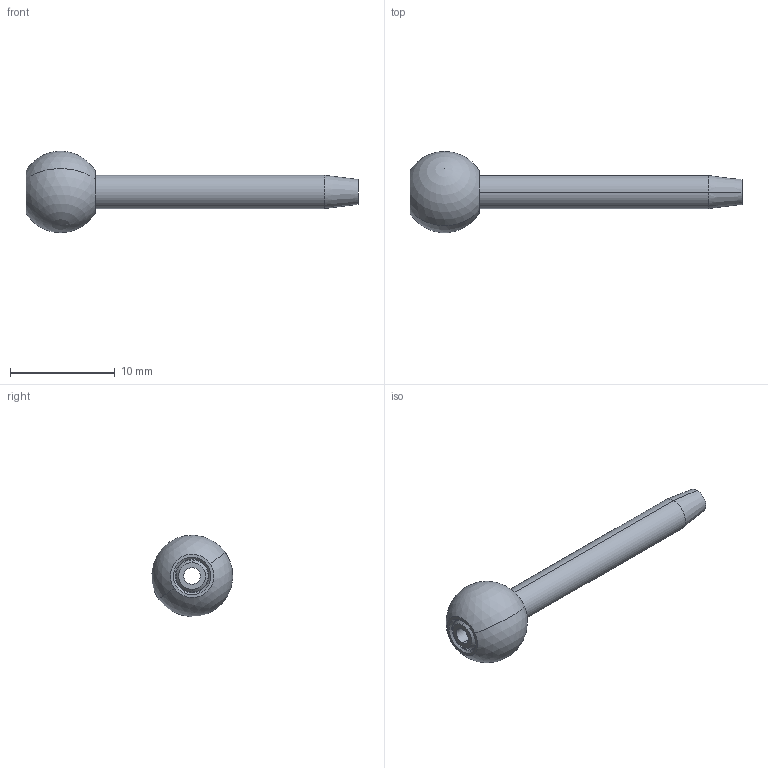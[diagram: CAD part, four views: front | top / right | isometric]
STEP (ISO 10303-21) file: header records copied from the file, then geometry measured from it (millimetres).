
FILE_DESCRIPTION (( 'STEP AP214' ), '1' );
FILE_NAME ('AJN16-1.step', '2018-10-25T17:32:48', ( '' ), ( '' ), 'SwSTEP 2.0', 'SolidWorks 2018', '' );
FILE_SCHEMA (( 'AUTOMOTIVE_DESIGN' ));
Length unit declared in the file: inch
Products named in the file (1): AJN16-1
Bounding box: 31.75 x 7.76 x 7.77 mm (x, y, z)
Volume: 371 mm3; surface area: 716 mm2
Topology: 2 solids, 2 shells, 28 faces, 64 edges, 38 vertices
Faces by surface type: cone 12, cylinder 10, plane 4, sphere 2
Entity records: 1169 total; most frequent: DIRECTION 152, CARTESIAN_POINT 121, ORIENTED_EDGE 116, AXIS2_PLACEMENT_3D 65, EDGE_CURVE 58, CIRCLE 36, VERTEX_POINT 34, EDGE_LOOP 32
